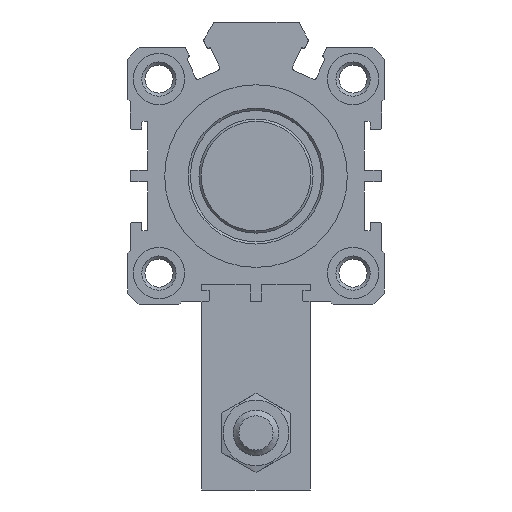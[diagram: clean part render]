
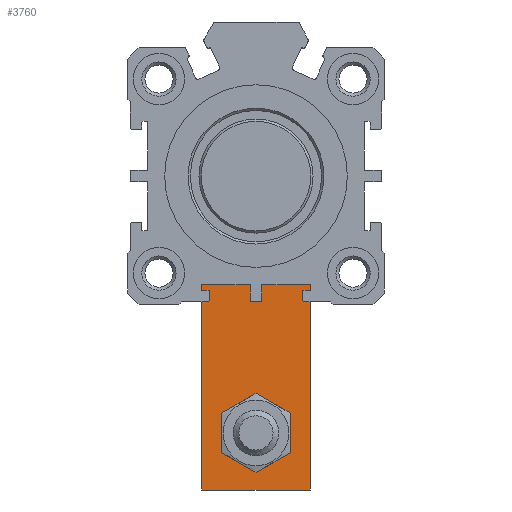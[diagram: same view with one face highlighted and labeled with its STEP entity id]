
A CAD part, front view. The second image highlights one B-rep face of the part: STEP entity #3760.
In plain terms, the highlighted planar face has unit normal (0, -1, 0).
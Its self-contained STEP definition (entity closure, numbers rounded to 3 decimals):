
#39=LINE('',#5735,#326);
#42=LINE('',#5741,#329);
#43=LINE('',#5743,#330);
#44=LINE('',#5745,#331);
#326=VECTOR('',#4507,1000.);
#329=VECTOR('',#4512,1000.);
#330=VECTOR('',#4513,1000.);
#331=VECTOR('',#4514,1000.);
#615=PLANE('',#4039);
#833=CIRCLE('',#4029,5.75);
#835=CIRCLE('',#4032,8.);
#1055=ORIENTED_EDGE('',*,*,#2083,.T.);
#1056=ORIENTED_EDGE('',*,*,#2090,.T.);
#1057=ORIENTED_EDGE('',*,*,#2091,.F.);
#1058=ORIENTED_EDGE('',*,*,#2092,.F.);
#1059=ORIENTED_EDGE('',*,*,#2087,.T.);
#1060=ORIENTED_EDGE('',*,*,#2081,.F.);
#2081=EDGE_CURVE('',#2600,#2600,#833,.F.);
#2083=EDGE_CURVE('',#2602,#2602,#835,.T.);
#2087=EDGE_CURVE('',#2607,#2606,#39,.T.);
#2090=EDGE_CURVE('',#2606,#2609,#42,.T.);
#2091=EDGE_CURVE('',#2610,#2609,#43,.T.);
#2092=EDGE_CURVE('',#2607,#2610,#44,.T.);
#2600=VERTEX_POINT('',#5718);
#2602=VERTEX_POINT('',#5723);
#2606=VERTEX_POINT('',#5734);
#2607=VERTEX_POINT('',#5736);
#2609=VERTEX_POINT('',#5742);
#2610=VERTEX_POINT('',#5744);
#3013=EDGE_LOOP('',(#1055));
#3014=EDGE_LOOP('',(#1056,#1057,#1058,#1059));
#3015=EDGE_LOOP('',(#1060));
#3376=FACE_BOUND('',#3013,.T.);
#3377=FACE_BOUND('',#3014,.T.);
#3378=FACE_BOUND('',#3015,.T.);
#3760=ADVANCED_FACE('',(#3376,#3377,#3378),#615,.F.);
#4029=AXIS2_PLACEMENT_3D('',#5717,#4486,#4487);
#4032=AXIS2_PLACEMENT_3D('',#5722,#4492,#4493);
#4039=AXIS2_PLACEMENT_3D('',#5740,#4510,#4511);
#4486=DIRECTION('',(0.,1.,0.));
#4487=DIRECTION('',(0.,0.,1.));
#4492=DIRECTION('',(0.,1.,0.));
#4493=DIRECTION('',(0.,0.,1.));
#4507=DIRECTION('',(-1.,0.,0.));
#4510=DIRECTION('',(0.,1.,0.));
#4511=DIRECTION('',(0.,0.,1.));
#4512=DIRECTION('',(0.,0.,-1.));
#4513=DIRECTION('',(-1.,0.,0.));
#4514=DIRECTION('',(0.,0.,-1.));
#5717=CARTESIAN_POINT('',(0.,144.3,-45.));
#5718=CARTESIAN_POINT('',(0.,144.3,-39.25));
#5722=CARTESIAN_POINT('',(0.,144.3,0.));
#5723=CARTESIAN_POINT('',(0.,144.3,8.));
#5734=CARTESIAN_POINT('',(-9.5,144.3,12.));
#5735=CARTESIAN_POINT('',(9.5,144.3,12.));
#5736=CARTESIAN_POINT('',(9.5,144.3,12.));
#5740=CARTESIAN_POINT('',(9.5,144.3,12.));
#5741=CARTESIAN_POINT('',(-9.5,144.3,12.));
#5742=CARTESIAN_POINT('',(-9.5,144.3,-55.));
#5743=CARTESIAN_POINT('',(9.5,144.3,-55.));
#5744=CARTESIAN_POINT('',(9.5,144.3,-55.));
#5745=CARTESIAN_POINT('',(9.5,144.3,12.));
